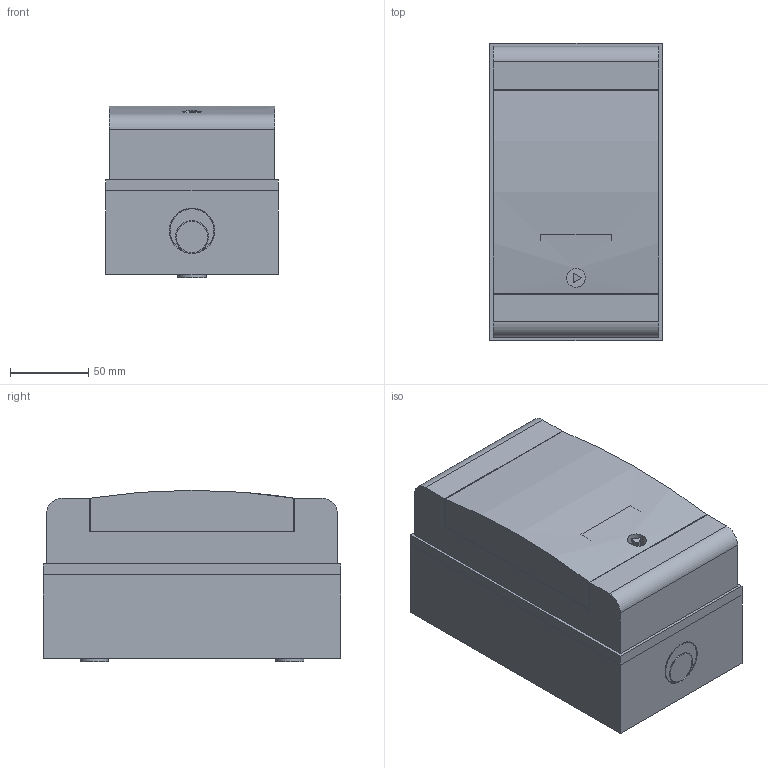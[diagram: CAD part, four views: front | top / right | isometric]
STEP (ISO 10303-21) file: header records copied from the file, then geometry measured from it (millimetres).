
FILE_DESCRIPTION (( 'STEP AP203' ), '1' );
FILE_NAME ('MKP73-N-04-66 帎砅-4 IP66.STEP', '2016-10-18T07:02:01', ( '' ), ( '' ), 'SwSTEP 2.0', 'SolidWorks 2014', '' );
FILE_SCHEMA (( 'CONFIG_CONTROL_DESIGN' ));
Length unit declared in the file: millimetre
Products named in the file (1): MKP73-N-04-66 帎砅-4 IP66
Bounding box: 110 x 190 x 109.5 mm (x, y, z)
Volume: 474012.2 mm3; surface area: 305534.3 mm2
Topology: 7 solids, 7 shells, 543 faces, 1369 edges, 909 vertices
Faces by surface type: plane 396, cylinder 105, cone 40, torus 2
Full cylindrical faces by diameter (mm): 2.5 x8, 4 x14, 5 x10, 10 x2, 11.5 x4, 12 x1, 13 x8, 18 x4, 20 x2, 29 x2
Entity records: 16057 total; most frequent: CARTESIAN_POINT 3260, DIRECTION 2620, ORIENTED_EDGE 2498, EDGE_CURVE 1249, AXIS2_PLACEMENT_3D 926, VERTEX_POINT 876, VECTOR 768, LINE 768
